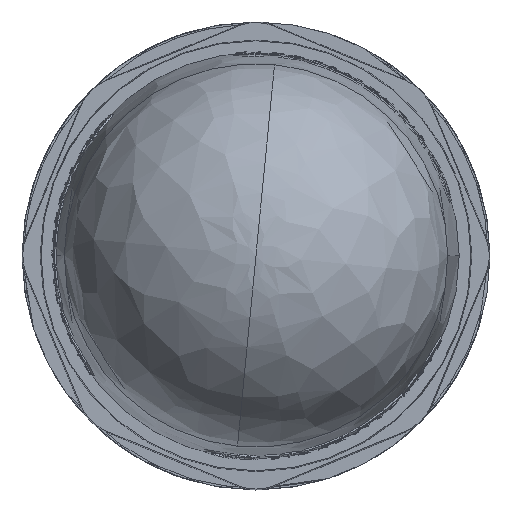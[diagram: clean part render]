
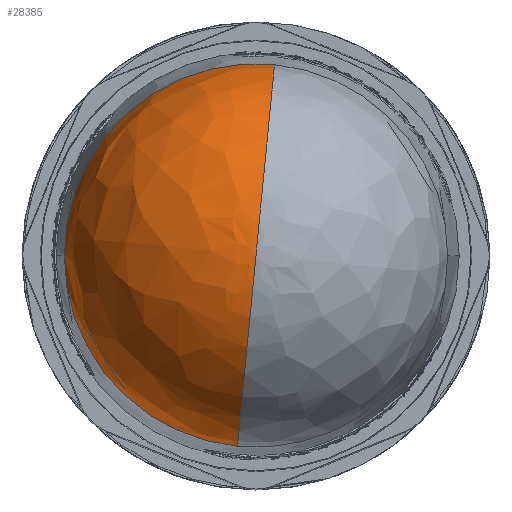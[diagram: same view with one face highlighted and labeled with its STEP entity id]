
A CAD part, top view. The second image highlights one B-rep face of the part: STEP entity #28385.
In plain terms, the highlighted free-form (B-spline) face has degree [3, 3] with [4, 4] control points.
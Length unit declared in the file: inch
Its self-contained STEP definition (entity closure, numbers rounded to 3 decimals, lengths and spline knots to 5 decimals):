
#733 = DIRECTION ( 'NONE',  ( 0., 0., 1. ) ) ;
#1476 = CIRCLE ( 'NONE', #4290, 0.46344 ) ;
#1740 = CARTESIAN_POINT ( 'NONE',  ( -0.03346, 0.00689, 0.61233 ) ) ;
#1813 =( BOUNDED_SURFACE ( )  B_SPLINE_SURFACE ( 3, 3, ( 
 ( #16813, #48310, #8761, #53672 ),
 ( #26490, #40324, #30691, #26684 ),
 ( #49105, #44629, #53867, #13266 ),
 ( #44819, #21940, #3632, #7971 ) ),
 .UNSPECIFIED., .F., .F., .F. ) 
 B_SPLINE_SURFACE_WITH_KNOTS ( ( 4, 4 ),
 ( 4, 4 ),
 ( 0., 1. ),
 ( 0., 1. ),
 .UNSPECIFIED. ) 
 GEOMETRIC_REPRESENTATION_ITEM ( )  RATIONAL_B_SPLINE_SURFACE ( (
 ( 1., 0.333, 0.333, 1.),
 ( 0.821, 0.274, 0.274, 0.821),
 ( 0.821, 0.274, 0.274, 0.821),
 ( 1., 0.333, 0.333, 1.) ) ) 
 REPRESENTATION_ITEM ( '' )  SURFACE ( )  );
#2211 = ORIENTED_EDGE ( 'NONE', *, *, #3553, .F. ) ;
#3553 = EDGE_CURVE ( 'NONE', #42391, #18139, #6609, .T. ) ;
#3632 = CARTESIAN_POINT ( 'NONE',  ( -0.03346, 0.00689, 1.04449 ) ) ;
#4290 = AXIS2_PLACEMENT_3D ( 'NONE', #45269, #733, #36596 ) ;
#6609 = CIRCLE ( 'NONE', #24134, 0.46457 ) ;
#6652 = EDGE_CURVE ( 'NONE', #42391, #51397, #1476, .T. ) ;
#6830 = DIRECTION ( 'NONE',  ( -0.097, -0.995, 0. ) ) ;
#7971 = CARTESIAN_POINT ( 'NONE',  ( -0.03346, 0.00689, 1.04449 ) ) ;
#8761 = CARTESIAN_POINT ( 'NONE',  ( -0.91111, 0.5579, 0.61233 ) ) ;
#13266 = CARTESIAN_POINT ( 'NONE',  ( -0.00855, 0.26299, 1.04449 ) ) ;
#14089 = CARTESIAN_POINT ( 'NONE',  ( 0.01141, 0.46815, 0.61233 ) ) ;
#15282 = DIRECTION ( 'NONE',  ( 0., 0., -1. ) ) ;
#16813 = CARTESIAN_POINT ( 'NONE',  ( -0.07834, -0.45437, 0.61233 ) ) ;
#17215 = CARTESIAN_POINT ( 'NONE',  ( -0.4969, 0.00689, 0.61233 ) ) ;
#17387 = CIRCLE ( 'NONE', #36381, 0.46457 ) ;
#18123 = EDGE_CURVE ( 'NONE', #24291, #18139, #17387, .T. ) ;
#18139 = VERTEX_POINT ( 'NONE', #23366 ) ;
#18576 = CARTESIAN_POINT ( 'NONE',  ( -0.03346, 0.00689, 0.57992 ) ) ;
#19241 = ORIENTED_EDGE ( 'NONE', *, *, #18123, .T. ) ;
#19387 = DIRECTION ( 'NONE',  ( -0.995, 0.097, 0. ) ) ;
#21449 = CARTESIAN_POINT ( 'NONE',  ( -0.07834, -0.45437, 0.61233 ) ) ;
#21940 = CARTESIAN_POINT ( 'NONE',  ( -0.03346, 0.00689, 1.04449 ) ) ;
#23139 = DIRECTION ( 'NONE',  ( 0.995, -0.097, 0. ) ) ;
#23366 = CARTESIAN_POINT ( 'NONE',  ( -0.03346, 0.00689, 1.04449 ) ) ;
#24134 = AXIS2_PLACEMENT_3D ( 'NONE', #18576, #23139, #40739 ) ;
#24291 = VERTEX_POINT ( 'NONE', #21449 ) ;
#26490 = CARTESIAN_POINT ( 'NONE',  ( -0.0766, -0.4365, 0.86901 ) ) ;
#26684 = CARTESIAN_POINT ( 'NONE',  ( 0.00967, 0.45028, 0.86901 ) ) ;
#28385 = ADVANCED_FACE ( 'NONE', ( #41658 ), #1813, .T. ) ;
#28944 = EDGE_LOOP ( 'NONE', ( #2211, #47526, #49696, #19241 ) ) ;
#30691 = CARTESIAN_POINT ( 'NONE',  ( -0.87711, 0.53656, 0.86901 ) ) ;
#30877 = EDGE_CURVE ( 'NONE', #51397, #24291, #39308, .T. ) ;
#36381 = AXIS2_PLACEMENT_3D ( 'NONE', #50754, #19387, #15282 ) ;
#36596 = DIRECTION ( 'NONE',  ( -0.097, -0.995, 0. ) ) ;
#39308 = CIRCLE ( 'NONE', #46000, 0.46344 ) ;
#40324 = CARTESIAN_POINT ( 'NONE',  ( -0.96339, -0.35023, 0.86901 ) ) ;
#40739 = DIRECTION ( 'NONE',  ( 0., 0., -1. ) ) ;
#41658 = FACE_OUTER_BOUND ( 'NONE', #28944, .T. ) ;
#42391 = VERTEX_POINT ( 'NONE', #14089 ) ;
#44629 = CARTESIAN_POINT ( 'NONE',  ( -0.57057, -0.19938, 1.04449 ) ) ;
#44819 = CARTESIAN_POINT ( 'NONE',  ( -0.03346, 0.00689, 1.04449 ) ) ;
#45269 = CARTESIAN_POINT ( 'NONE',  ( -0.03346, 0.00689, 0.61233 ) ) ;
#46000 = AXIS2_PLACEMENT_3D ( 'NONE', #1740, #47198, #6830 ) ;
#47198 = DIRECTION ( 'NONE',  ( 0., 0., 1. ) ) ;
#47526 = ORIENTED_EDGE ( 'NONE', *, *, #6652, .T. ) ;
#48310 = CARTESIAN_POINT ( 'NONE',  ( -1.00085, -0.36462, 0.61233 ) ) ;
#49105 = CARTESIAN_POINT ( 'NONE',  ( -0.05838, -0.24921, 1.04449 ) ) ;
#49696 = ORIENTED_EDGE ( 'NONE', *, *, #30877, .T. ) ;
#50754 = CARTESIAN_POINT ( 'NONE',  ( -0.03346, 0.00689, 0.57992 ) ) ;
#51397 = VERTEX_POINT ( 'NONE', #17215 ) ;
#53672 = CARTESIAN_POINT ( 'NONE',  ( 0.01141, 0.46815, 0.61233 ) ) ;
#53867 = CARTESIAN_POINT ( 'NONE',  ( -0.52074, 0.31282, 1.04449 ) ) ;
